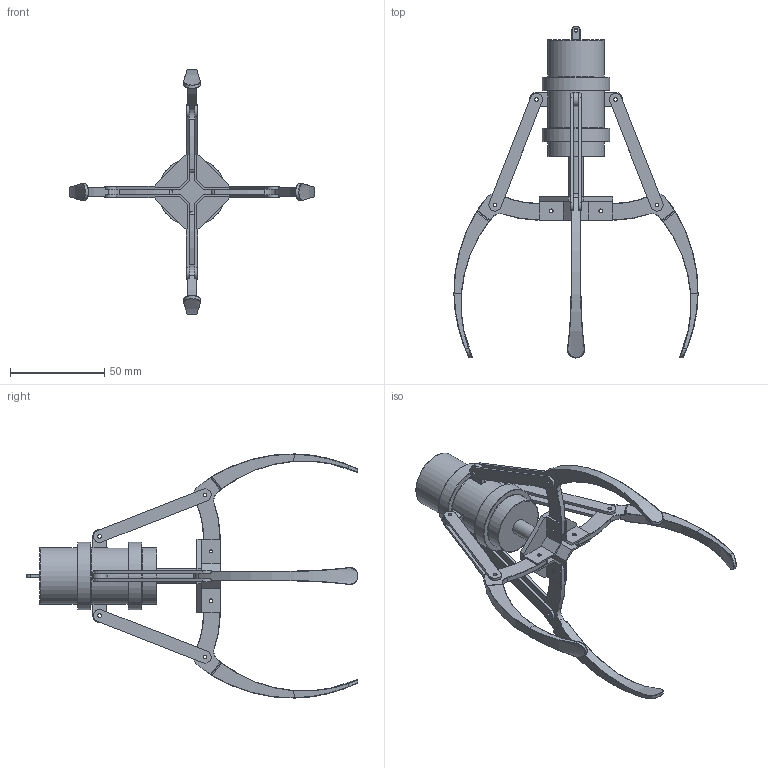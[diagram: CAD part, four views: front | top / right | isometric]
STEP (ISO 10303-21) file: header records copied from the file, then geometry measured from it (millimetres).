
FILE_DESCRIPTION(/* description */ (''),/* implementation_level */ '2;1');
FILE_NAME(/* name */ 'gripper_v1.step',/* time_stamp */ '2024-01-28T17:51:39+05:30',/* author */ (''),/* organization */ (''),/* preprocessor_version */ 'ST-DEVELOPER v20',/* originating_system */ 'Autodesk Translation Framework v12.14.0.127',/* authorisation */ '');
FILE_SCHEMA (('AUTOMOTIVE_DESIGN { 1 0 10303 214 3 1 1 }'));
Length unit declared in the file: millimetre
Products named in the file (5): gripper; housing; final2; final1; Connecting link
Assembly tree (14 placements, depth 2):
  gripper
    housing
    final2  x8
    final1
    Connecting link  x4
Bounding box: 129.4 x 175.87 x 129.4 mm (x, y, z)
Volume: 33411.7 mm3; surface area: 43053 mm2
Topology: 14 solids, 14 shells, 539 faces, 1284 edges, 776 vertices
Faces by surface type: cylinder 180, torus 140, plane 135, bspline 84
Full cylindrical faces by diameter (mm): 1.452 x2, 1.5 x1, 2 x34, 8 x2, 28 x3, 30 x3, 34 x2, 36 x2
Entity records: 9640 total; most frequent: CARTESIAN_POINT 2944, DIRECTION 1455, ORIENTED_EDGE 1304, EDGE_CURVE 652, AXIS2_PLACEMENT_3D 598, VERTEX_POINT 404, CIRCLE 335, EDGE_LOOP 318
